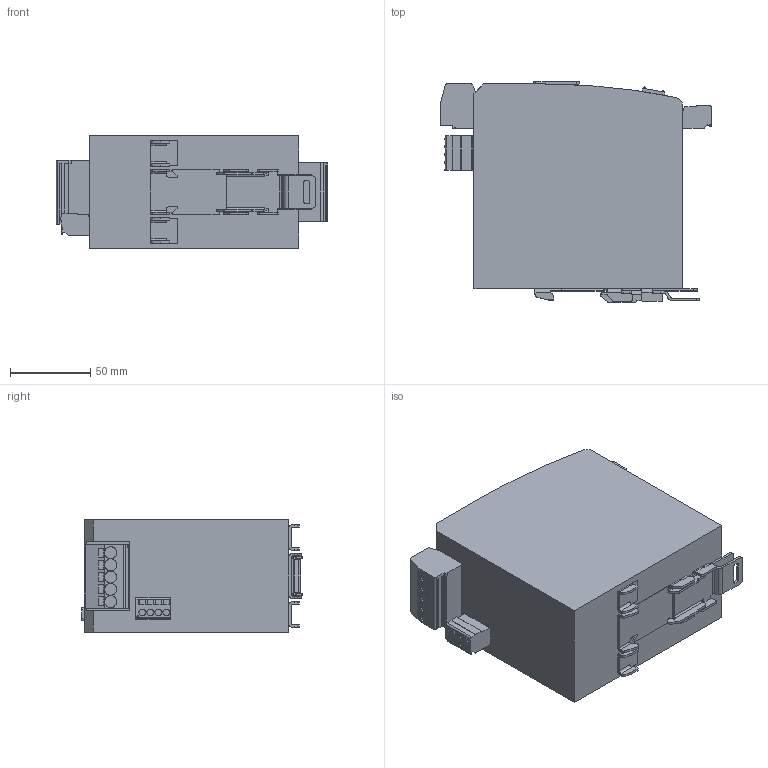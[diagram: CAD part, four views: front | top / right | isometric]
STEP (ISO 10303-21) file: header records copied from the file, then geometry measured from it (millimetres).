
FILE_DESCRIPTION (( 'STEP AP214' ), '1' );
FILE_NAME ('2787-2357.STEP', '2024-01-19T17:10:20', ( '' ), ( '' ), 'SwSTEP 2.0', 'SolidWorks 2023', '' );
FILE_SCHEMA (( 'AUTOMOTIVE_DESIGN' ));
Length unit declared in the file: inch
Products named in the file (1): 2787-2357
Bounding box: 169.32 x 137.4 x 70 mm (x, y, z)
Volume: 1181989.8 mm3; surface area: 82596.7 mm2
Topology: 1 solids, 1 shells, 677 faces, 1875 edges, 1232 vertices
Faces by surface type: plane 440, cylinder 237
Full cylindrical faces by diameter (mm): 3 x2, 4.2 x11, 7.5 x5
Entity records: 27116 total; most frequent: CARTESIAN_POINT 10479, ORIENTED_EDGE 3714, DIRECTION 2973, EDGE_CURVE 1857, LINE 1337, VECTOR 1337, VERTEX_POINT 1232, AXIS2_PLACEMENT_3D 818
